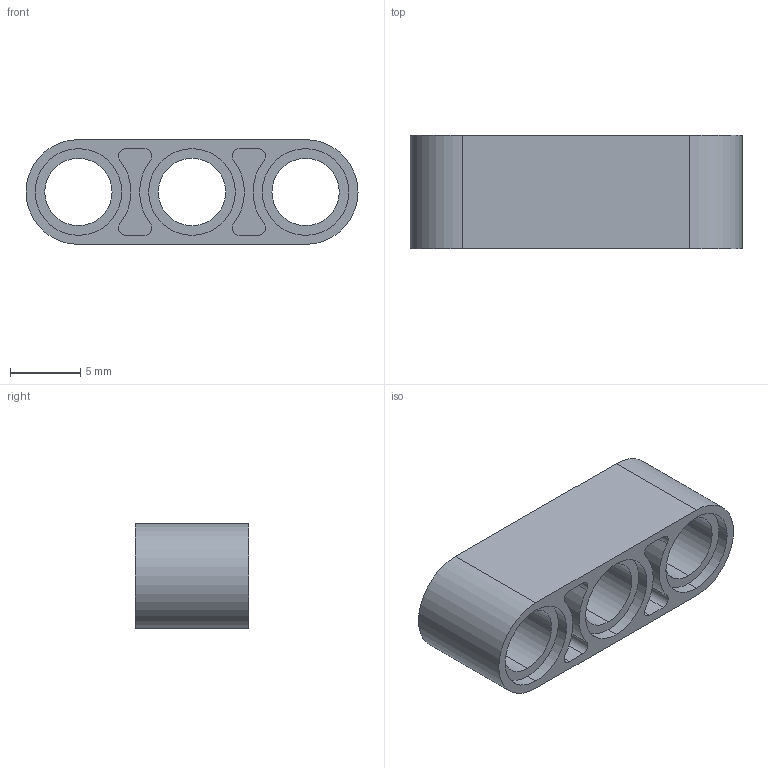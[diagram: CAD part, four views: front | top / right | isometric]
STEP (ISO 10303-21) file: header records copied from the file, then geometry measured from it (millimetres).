
FILE_DESCRIPTION (( 'STEP AP214' ), '1' );
FILE_NAME ('lab 4 beam 3.STEP', '2023-11-08T06:17:50', ( '' ), ( '' ), 'SwSTEP 2.0', 'SolidWorks 2022', '' );
FILE_SCHEMA (( 'AUTOMOTIVE_DESIGN' ));
Length unit declared in the file: centimetre
Products named in the file (1): lab 4 beam 3
Bounding box: 23.57 x 8.06 x 7.44 mm (x, y, z)
Volume: 723.1 mm3; surface area: 1256.1 mm2
Topology: 1 solids, 1 shells, 66 faces, 162 edges, 108 vertices
Faces by surface type: cylinder 44, plane 22
Entity records: 2040 total; most frequent: DIRECTION 384, CARTESIAN_POINT 337, ORIENTED_EDGE 324, EDGE_CURVE 162, AXIS2_PLACEMENT_3D 155, VERTEX_POINT 108, CIRCLE 88, EDGE_LOOP 82
